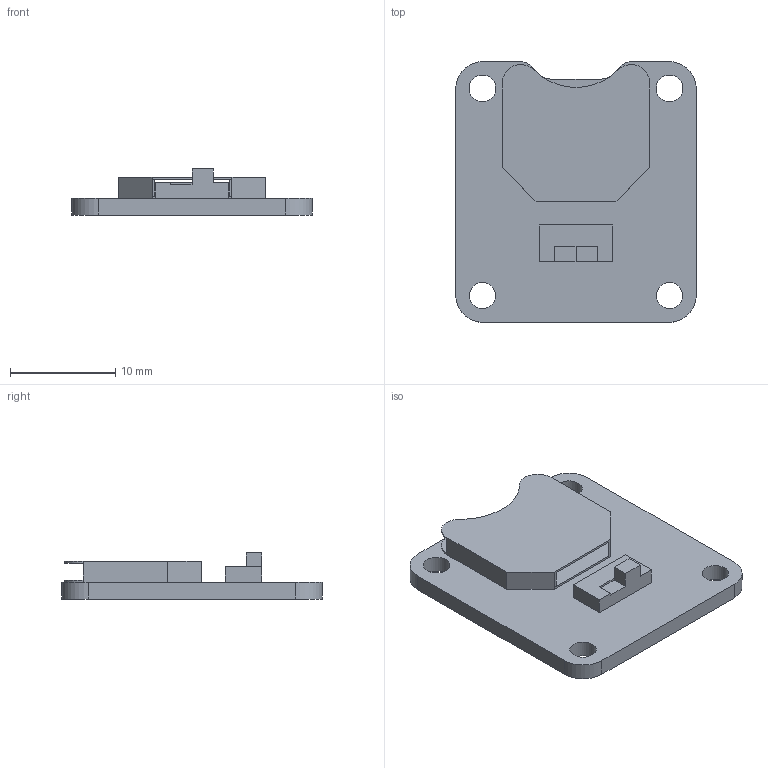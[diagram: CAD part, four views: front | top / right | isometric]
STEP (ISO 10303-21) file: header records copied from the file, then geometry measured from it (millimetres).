
FILE_DESCRIPTION(/* description */ (''),/* implementation_level */ '2;1');
FILE_NAME(/* name */ '1867 12mm Coincell Switched.step',/* time_stamp */ '2018-07-07T15:56:44-04:00',/* author */ ('Adafruit'),/* organization */ (''),/* preprocessor_version */ 'ST-DEVELOPER v17',/* originating_system */ 'Autodesk Translation Framework v7.1.0.215',/* authorisation */ '');
FILE_SCHEMA (('AUTOMOTIVE_DESIGN { 1 0 10303 214 3 1 1 }'));
Length unit declared in the file: millimetre
Products named in the file (1): 12mm Coincell Switched
Bounding box: 22.86 x 24.77 x 4.4 mm (x, y, z)
Volume: 955.6 mm3; surface area: 2062.7 mm2
Topology: 3 solids, 3 shells, 56 faces, 148 edges, 97 vertices
Faces by surface type: plane 38, cylinder 18
Full cylindrical faces by diameter (mm): 2.5 x2, 2.54 x2
Entity records: 1779 total; most frequent: CARTESIAN_POINT 302, DIRECTION 298, ORIENTED_EDGE 296, EDGE_CURVE 148, LINE 112, VECTOR 112, VERTEX_POINT 97, AXIS2_PLACEMENT_3D 93
